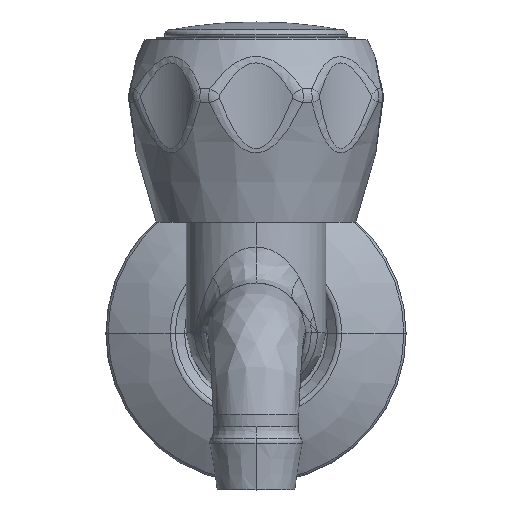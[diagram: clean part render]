
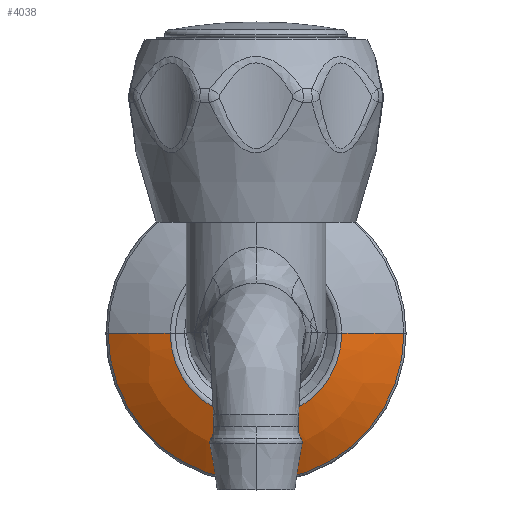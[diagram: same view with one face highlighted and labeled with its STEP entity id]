
A CAD part, top view. The second image highlights one B-rep face of the part: STEP entity #4038.
In plain terms, the highlighted free-form (B-spline) face has degree [3, 3] with [7, 4] control points.
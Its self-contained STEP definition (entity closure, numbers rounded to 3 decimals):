
#313=CARTESIAN_POINT('',(0.,0.,-55.663));
#314=DIRECTION('',(0.,0.,1.));
#315=DIRECTION('',(-1.,0.,0.));
#316=AXIS2_PLACEMENT_3D('',#313,#314,#315);
#318=CARTESIAN_POINT('',(5.343,0.,-94.054));
#319=DIRECTION('',(0.,-1.,0.));
#320=DIRECTION('',(0.581,0.,0.814));
#321=AXIS2_PLACEMENT_3D('',#318,#319,#320);
#323=CARTESIAN_POINT('',(0.,0.,-61.497));
#324=DIRECTION('',(0.,0.,1.));
#325=DIRECTION('',(-1.,0.,0.));
#326=AXIS2_PLACEMENT_3D('',#323,#324,#325);
#328=CARTESIAN_POINT('',(-5.343,0.,-94.054));
#329=DIRECTION('',(0.,1.,0.));
#330=DIRECTION('',(-0.581,0.,0.814));
#331=AXIS2_PLACEMENT_3D('',#328,#329,#330);
#3060=CARTESIAN_POINT('',(-28.581,0.,-61.497));
#3061=CARTESIAN_POINT('',(28.581,0.,-61.497));
#3062=VERTEX_POINT('',#3060);
#3063=VERTEX_POINT('',#3061);
#3080=CARTESIAN_POINT('',(16.572,0.,-55.663));
#3081=CARTESIAN_POINT('',(-16.572,0.,-55.663));
#3082=VERTEX_POINT('',#3080);
#3083=VERTEX_POINT('',#3081);
#4002=CARTESIAN_POINT('',(16.282,1.024,-55.588));
#4003=CARTESIAN_POINT('',(20.768,1.307,-56.87));
#4004=CARTESIAN_POINT('',(24.964,1.571,-58.913));
#4005=CARTESIAN_POINT('',(28.742,1.808,-61.653));
#4006=CARTESIAN_POINT('',(16.913,-8.996,
-55.588));
#4007=CARTESIAN_POINT('',(21.572,-11.474,
-56.87));
#4008=CARTESIAN_POINT('',(25.93,-13.792,
-58.913));
#4009=CARTESIAN_POINT('',(29.855,-15.879,
-61.653));
#4010=CARTESIAN_POINT('',(10.04,-16.315,
-55.588));
#4011=CARTESIAN_POINT('',(12.806,-20.809,
-56.87));
#4012=CARTESIAN_POINT('',(15.393,-25.013,
-58.913));
#4013=CARTESIAN_POINT('',(17.723,-28.799,
-61.653));
#4014=CARTESIAN_POINT('',(0.,-16.315,-55.588));
#4015=CARTESIAN_POINT('',(0.,-20.809,
-56.87));
#4016=CARTESIAN_POINT('',(0.,-25.013,-58.913));
#4017=CARTESIAN_POINT('',(0.,-28.799,
-61.653));
#4018=CARTESIAN_POINT('',(-10.04,-16.315,
-55.588));
#4019=CARTESIAN_POINT('',(-12.806,-20.809,
-56.87));
#4020=CARTESIAN_POINT('',(-15.393,-25.013,
-58.913));
#4021=CARTESIAN_POINT('',(-17.723,-28.799,
-61.653));
#4022=CARTESIAN_POINT('',(-16.913,-8.996,
-55.588));
#4023=CARTESIAN_POINT('',(-21.572,-11.474,
-56.87));
#4024=CARTESIAN_POINT('',(-25.93,-13.792,
-58.913));
#4025=CARTESIAN_POINT('',(-29.855,-15.879,
-61.653));
#4026=CARTESIAN_POINT('',(-16.282,1.024,
-55.588));
#4027=CARTESIAN_POINT('',(-20.768,1.307,
-56.87));
#4028=CARTESIAN_POINT('',(-24.964,1.571,
-58.913));
#4029=CARTESIAN_POINT('',(-28.742,1.808,
-61.653));
#4030=(BOUNDED_SURFACE()B_SPLINE_SURFACE(3,3,((#4002,#4003,#4004,#4005),(#4006,
#4007,#4008,#4009),(#4010,#4011,#4012,#4013),(#4014,#4015,#4016,#4017),(#4018,
#4019,#4020,#4021),(#4022,#4023,#4024,#4025),(#4026,#4027,#4028,#4029)),
.UNSPECIFIED.,.F.,.F.,.F.)B_SPLINE_SURFACE_WITH_KNOTS((4,3,4),(4,4),(0.,1.,
2.),(0.,1.),.UNSPECIFIED.)GEOMETRIC_REPRESENTATION_ITEM()RATIONAL_B_SPLINE_SURFACE(((1.196,1.184,1.184,1.196),(
0.945,0.935,0.935,0.945),(
0.945,0.935,0.935,0.945),(
1.196,1.184,1.184,1.196),(
0.945,0.935,0.935,0.945),(
0.945,0.935,0.935,0.945),(
1.196,1.184,1.184,1.196)))REPRESENTATION_ITEM('')SURFACE());
#4031=ORIENTED_EDGE('',*,*,#3902,.T.);
#4032=ORIENTED_EDGE('',*,*,#3990,.F.);
#4034=ORIENTED_EDGE('',*,*,#4033,.F.);
#4035=ORIENTED_EDGE('',*,*,#3986,.T.);
#4036=EDGE_LOOP('',(#4031,#4032,#4034,#4035));
#4037=FACE_OUTER_BOUND('',#4036,.F.);
#4038=ADVANCED_FACE('',(#4037),#4030,.T.);
#317=CIRCLE('',#316,16.572);
#322=CIRCLE('',#321,40.);
#327=CIRCLE('',#326,28.581);
#332=CIRCLE('',#331,40.);
#3902=EDGE_CURVE('',#3083,#3082,#317,.T.);
#3986=EDGE_CURVE('',#3062,#3083,#332,.T.);
#3990=EDGE_CURVE('',#3063,#3082,#322,.T.);
#4033=EDGE_CURVE('',#3062,#3063,#327,.T.);
